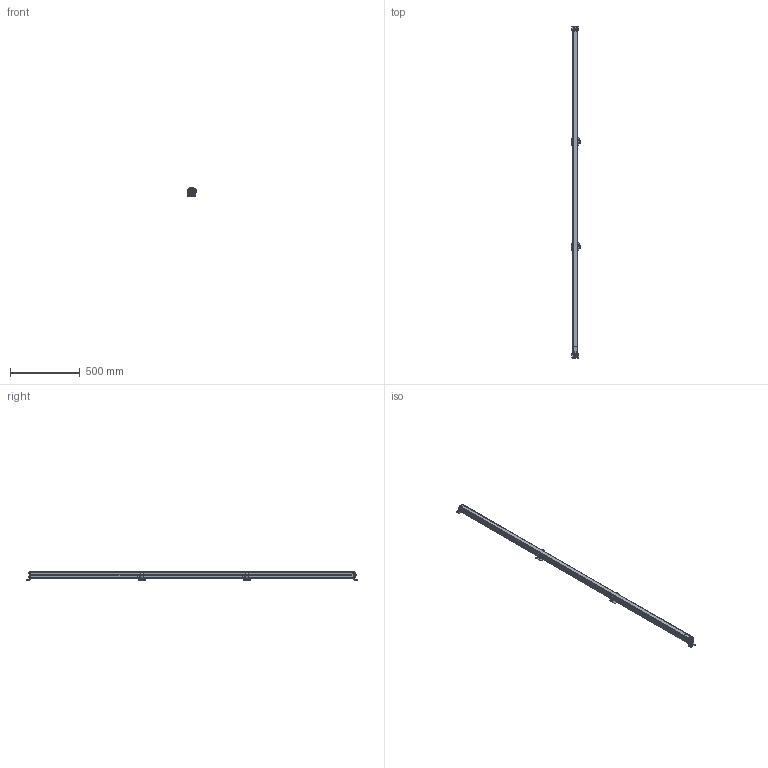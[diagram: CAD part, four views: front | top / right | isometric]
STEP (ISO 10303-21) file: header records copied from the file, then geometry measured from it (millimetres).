
FILE_DESCRIPTION((''),'2;1');
FILE_NAME('139515_SM01_ASM','2024-01-05T09:21:56',('banengservice'),('BANNER ENGINEERING'),'CREO PARAMETRIC BY PTC INC, 2022414','CREO PARAMETRIC BY PTC INC, 2022414','');
FILE_SCHEMA(('CONFIG_CONTROL_DESIGN'));
Products named in the file (9): 139515_EP01; 114483; 114482; 58892; 60139; 71756_ASM; 111087; 58892_GENERIC; 139515_SM01_ASM
Assembly tree (16 placements, depth 3):
  139515_SM01_ASM
    139515_EP01
    71756_ASM  x2
      114483
      114482
      58892
      60139
    111087  x2
    58892_GENERIC  x4
Bounding box: 68.64 x 2376 x 63 mm (x, y, z)
Volume: 3390148.2 mm3; surface area: 544866.5 mm2
Topology: 21 solids, 31 shells, 2963 faces, 8069 edges, 5232 vertices
Faces by surface type: plane 1663, cylinder 917, bspline 278, torus 54, sphere 38, cone 13
Entity records: 94430 total; most frequent: CARTESIAN_POINT 44871, ORIENTED_EDGE 10880, DIRECTION 9366, EDGE_CURVE 5448, VERTEX_POINT 3534, VECTOR 3366, LINE 3366, AXIS2_PLACEMENT_3D 3000
